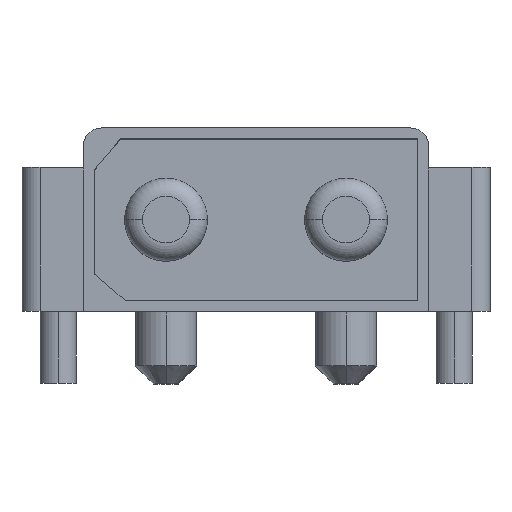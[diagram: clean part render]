
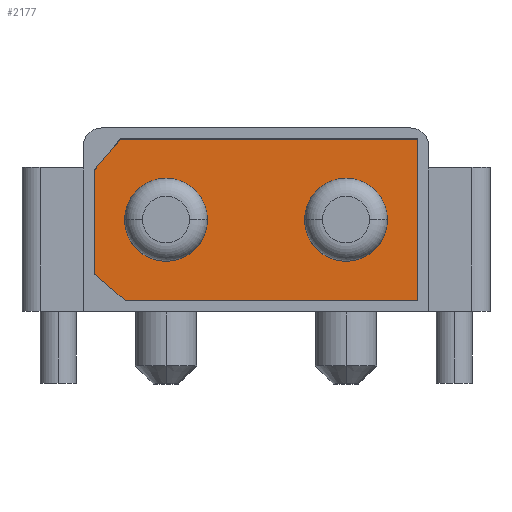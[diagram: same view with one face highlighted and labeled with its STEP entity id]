
A CAD part, top view. The second image highlights one B-rep face of the part: STEP entity #2177.
In plain terms, the highlighted planar face has unit normal (0, 0, 1).
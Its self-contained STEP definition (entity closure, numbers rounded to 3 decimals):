
#220 = ORIENTED_EDGE ( 'NONE', *, *, #2721, .T. ) ;
#276 = EDGE_LOOP ( 'NONE', ( #2637, #4612 ) ) ;
#332 = VERTEX_POINT ( 'NONE', #625 ) ;
#387 = VECTOR ( 'NONE', #11870, 1000. ) ;
#448 = DIRECTION ( 'NONE',  ( -1., 0., 0. ) ) ;
#607 = EDGE_CURVE ( 'NONE', #14156, #10892, #11622, .T. ) ;
#625 = CARTESIAN_POINT ( 'NONE',  ( -1.35, 0., 3. ) ) ;
#696 = AXIS2_PLACEMENT_3D ( 'NONE', #15449, #8155, #4447 ) ;
#1087 = CARTESIAN_POINT ( 'NONE',  ( -3.633, -2.245, 3. ) ) ;
#1125 = AXIS2_PLACEMENT_3D ( 'NONE', #15236, #2865, #7891 ) ;
#1225 = DIRECTION ( 'NONE',  ( 0., -1., 0. ) ) ;
#1323 = CARTESIAN_POINT ( 'NONE',  ( 2.5, 0., 3. ) ) ;
#1328 = EDGE_LOOP ( 'NONE', ( #12312, #13798 ) ) ;
#1350 = ORIENTED_EDGE ( 'NONE', *, *, #2336, .T. ) ;
#1628 = PLANE ( 'NONE',  #1125 ) ;
#1904 = ORIENTED_EDGE ( 'NONE', *, *, #4308, .T. ) ;
#1917 = CIRCLE ( 'NONE', #696, 1.15 ) ;
#2036 = ORIENTED_EDGE ( 'NONE', *, *, #12189, .T. ) ;
#2177 = ADVANCED_FACE ( 'NONE', ( #7901, #15763, #7325 ), #1628, .T. ) ;
#2192 = DIRECTION ( 'NONE',  ( 0., 0., 1. ) ) ;
#2194 = DIRECTION ( 'NONE',  ( 0.761, -0.648, 0. ) ) ;
#2287 = DIRECTION ( 'NONE',  ( 1., 0., 0. ) ) ;
#2336 = EDGE_CURVE ( 'NONE', #7507, #15628, #4037, .T. ) ;
#2373 = VECTOR ( 'NONE', #11998, 1000. ) ;
#2637 = ORIENTED_EDGE ( 'NONE', *, *, #7083, .F. ) ;
#2682 = CARTESIAN_POINT ( 'NONE',  ( -4.493, 1.385, 3. ) ) ;
#2721 = EDGE_CURVE ( 'NONE', #15628, #4482, #4905, .T. ) ;
#2815 = AXIS2_PLACEMENT_3D ( 'NONE', #1323, #5008, #2287 ) ;
#2821 = CARTESIAN_POINT ( 'NONE',  ( -2.5, 0., 3. ) ) ;
#2865 = DIRECTION ( 'NONE',  ( 0., 0., 1. ) ) ;
#2879 = DIRECTION ( 'NONE',  ( 0., 0., 1. ) ) ;
#2979 = EDGE_CURVE ( 'NONE', #10892, #7358, #3516, .T. ) ;
#3004 = CIRCLE ( 'NONE', #14531, 1.15 ) ;
#3450 = CARTESIAN_POINT ( 'NONE',  ( -2.635, -3.095, 3. ) ) ;
#3516 = LINE ( 'NONE', #3994, #14482 ) ;
#3994 = CARTESIAN_POINT ( 'NONE',  ( 0., 2.245, 3. ) ) ;
#4037 = LINE ( 'NONE', #11174, #10733 ) ;
#4308 = EDGE_CURVE ( 'NONE', #7358, #7507, #10929, .T. ) ;
#4447 = DIRECTION ( 'NONE',  ( 1., 0., 0. ) ) ;
#4482 = VERTEX_POINT ( 'NONE', #1087 ) ;
#4612 = ORIENTED_EDGE ( 'NONE', *, *, #8017, .F. ) ;
#4905 = LINE ( 'NONE', #3450, #8916 ) ;
#5008 = DIRECTION ( 'NONE',  ( 0., 0., 1. ) ) ;
#5173 = CARTESIAN_POINT ( 'NONE',  ( -3.761, 2.245, 3. ) ) ;
#5316 = LINE ( 'NONE', #10849, #14542 ) ;
#6104 = EDGE_LOOP ( 'NONE', ( #220, #2036, #15312, #14929, #1904, #1350 ) ) ;
#6328 = VERTEX_POINT ( 'NONE', #11142 ) ;
#7025 = DIRECTION ( 'NONE',  ( 1., 0., 0. ) ) ;
#7083 = EDGE_CURVE ( 'NONE', #332, #6328, #13815, .T. ) ;
#7088 = CARTESIAN_POINT ( 'NONE',  ( 4.493, 0., 3. ) ) ;
#7306 = AXIS2_PLACEMENT_3D ( 'NONE', #10846, #2192, #7025 ) ;
#7325 = FACE_OUTER_BOUND ( 'NONE', #6104, .T. ) ;
#7358 = VERTEX_POINT ( 'NONE', #5173 ) ;
#7449 = CARTESIAN_POINT ( 'NONE',  ( 1.35, 0., 3. ) ) ;
#7507 = VERTEX_POINT ( 'NONE', #2682 ) ;
#7891 = DIRECTION ( 'NONE',  ( 1., 0., 0. ) ) ;
#7901 = FACE_BOUND ( 'NONE', #1328, .T. ) ;
#8017 = EDGE_CURVE ( 'NONE', #6328, #332, #3004, .T. ) ;
#8155 = DIRECTION ( 'NONE',  ( 0., 0., 1. ) ) ;
#8916 = VECTOR ( 'NONE', #2194, 1000. ) ;
#8987 = CARTESIAN_POINT ( 'NONE',  ( -4.493, -1.513, 3. ) ) ;
#9424 = VERTEX_POINT ( 'NONE', #9702 ) ;
#9584 = CIRCLE ( 'NONE', #2815, 1.15 ) ;
#9702 = CARTESIAN_POINT ( 'NONE',  ( 3.65, 0., 3. ) ) ;
#10631 = CARTESIAN_POINT ( 'NONE',  ( -3.289, 2.8, 3. ) ) ;
#10733 = VECTOR ( 'NONE', #1225, 1000. ) ;
#10846 = CARTESIAN_POINT ( 'NONE',  ( -2.5, 0., 3. ) ) ;
#10849 = CARTESIAN_POINT ( 'NONE',  ( 0., -2.245, 3. ) ) ;
#10892 = VERTEX_POINT ( 'NONE', #12688 ) ;
#10929 = LINE ( 'NONE', #10631, #387 ) ;
#11064 = EDGE_CURVE ( 'NONE', #9424, #15809, #9584, .T. ) ;
#11142 = CARTESIAN_POINT ( 'NONE',  ( -3.65, 0., 3. ) ) ;
#11174 = CARTESIAN_POINT ( 'NONE',  ( -4.493, 0., 3. ) ) ;
#11622 = LINE ( 'NONE', #7088, #2373 ) ;
#11870 = DIRECTION ( 'NONE',  ( -0.648, -0.761, 0. ) ) ;
#11998 = DIRECTION ( 'NONE',  ( 0., 1., 0. ) ) ;
#12189 = EDGE_CURVE ( 'NONE', #4482, #14156, #5316, .T. ) ;
#12198 = DIRECTION ( 'NONE',  ( 1., 0., 0. ) ) ;
#12312 = ORIENTED_EDGE ( 'NONE', *, *, #11064, .F. ) ;
#12386 = CARTESIAN_POINT ( 'NONE',  ( 4.493, -2.245, 3. ) ) ;
#12688 = CARTESIAN_POINT ( 'NONE',  ( 4.493, 2.245, 3. ) ) ;
#13798 = ORIENTED_EDGE ( 'NONE', *, *, #14254, .F. ) ;
#13815 = CIRCLE ( 'NONE', #7306, 1.15 ) ;
#13945 = DIRECTION ( 'NONE',  ( 1., 0., 0. ) ) ;
#14156 = VERTEX_POINT ( 'NONE', #12386 ) ;
#14254 = EDGE_CURVE ( 'NONE', #15809, #9424, #1917, .T. ) ;
#14482 = VECTOR ( 'NONE', #448, 1000. ) ;
#14531 = AXIS2_PLACEMENT_3D ( 'NONE', #2821, #2879, #13945 ) ;
#14542 = VECTOR ( 'NONE', #12198, 1000. ) ;
#14929 = ORIENTED_EDGE ( 'NONE', *, *, #2979, .T. ) ;
#15236 = CARTESIAN_POINT ( 'NONE',  ( 0., 0., 3. ) ) ;
#15312 = ORIENTED_EDGE ( 'NONE', *, *, #607, .T. ) ;
#15449 = CARTESIAN_POINT ( 'NONE',  ( 2.5, 0., 3. ) ) ;
#15628 = VERTEX_POINT ( 'NONE', #8987 ) ;
#15763 = FACE_BOUND ( 'NONE', #276, .T. ) ;
#15809 = VERTEX_POINT ( 'NONE', #7449 ) ;
